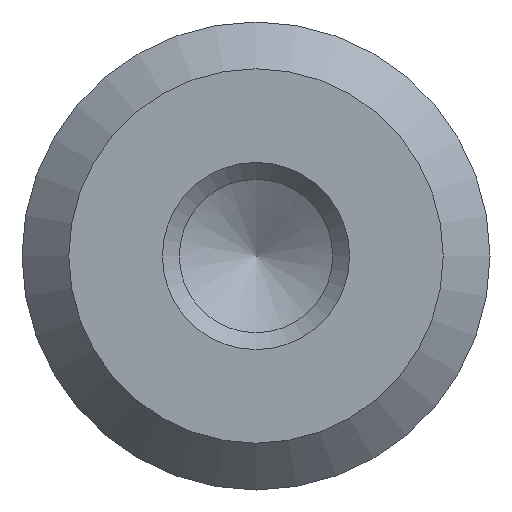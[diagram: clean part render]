
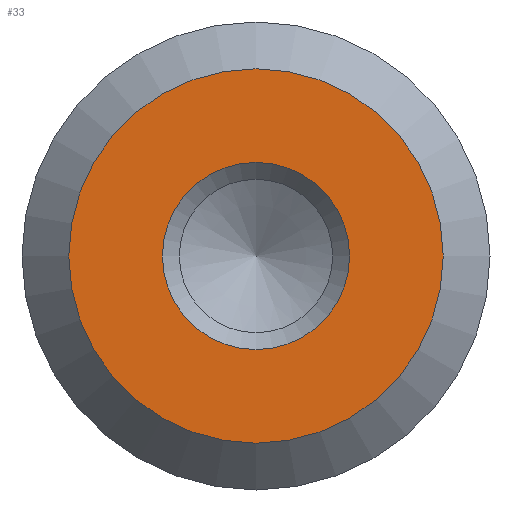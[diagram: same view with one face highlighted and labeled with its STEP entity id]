
A CAD part, front view. The second image highlights one B-rep face of the part: STEP entity #33.
In plain terms, the highlighted planar face has unit normal (0, -1, 0).
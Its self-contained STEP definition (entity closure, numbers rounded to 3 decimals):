
#33 = ADVANCED_FACE( '', ( #68, #69 ), #70, .F. );
#68 = FACE_BOUND( '', #110, .T. );
#69 = FACE_OUTER_BOUND( '', #111, .T. );
#70 = PLANE( '', #112 );
#110 = EDGE_LOOP( '', ( #146 ) );
#111 = EDGE_LOOP( '', ( #147 ) );
#112 = AXIS2_PLACEMENT_3D( '', #148, #149, #150 );
#146 = ORIENTED_EDGE( '', *, *, #199, .F. );
#147 = ORIENTED_EDGE( '', *, *, #200, .T. );
#148 = CARTESIAN_POINT( '', ( 6., 0., 0. ) );
#149 = DIRECTION( '', ( 0., 1., 0. ) );
#150 = DIRECTION( '', ( 0., 0., 1. ) );
#199 = EDGE_CURVE( '', #217, #217, #218, .T. );
#200 = EDGE_CURVE( '', #219, #219, #220, .T. );
#217 = VERTEX_POINT( '', #242 );
#218 = CIRCLE( '', #243, 3. );
#219 = VERTEX_POINT( '', #244 );
#220 = CIRCLE( '', #245, 6. );
#242 = CARTESIAN_POINT( '', ( 0., 0., -3. ) );
#243 = AXIS2_PLACEMENT_3D( '', #266, #267, #268 );
#244 = CARTESIAN_POINT( '', ( 0., 0., -6. ) );
#245 = AXIS2_PLACEMENT_3D( '', #269, #270, #271 );
#266 = CARTESIAN_POINT( '', ( 0., 0., 0. ) );
#267 = DIRECTION( '', ( 0., -1., 0. ) );
#268 = DIRECTION( '', ( 0., 0., -1. ) );
#269 = CARTESIAN_POINT( '', ( 0., 0., 0. ) );
#270 = DIRECTION( '', ( 0., -1., 0. ) );
#271 = DIRECTION( '', ( 0., 0., -1. ) );
